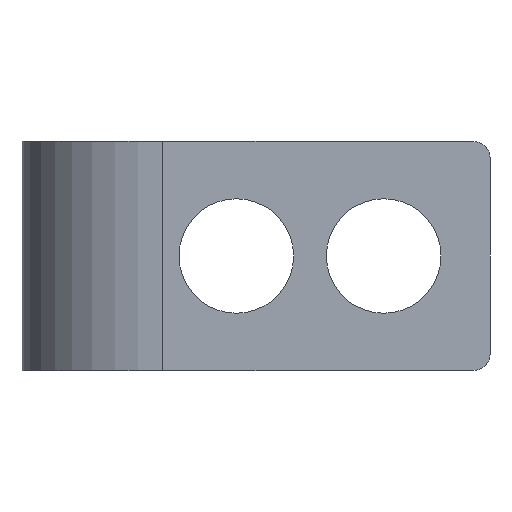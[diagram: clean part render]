
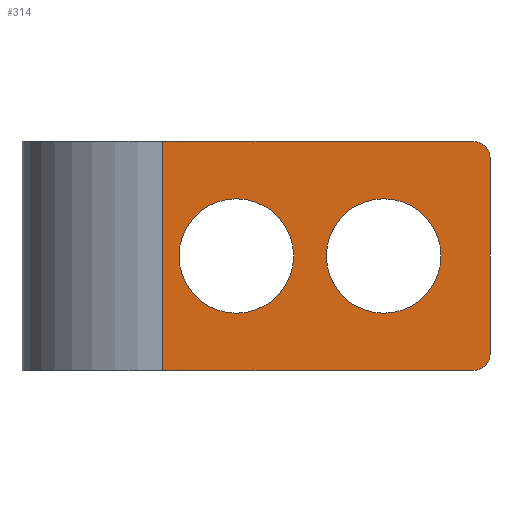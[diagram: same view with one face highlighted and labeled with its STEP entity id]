
A CAD part, left-side view. The second image highlights one B-rep face of the part: STEP entity #314.
In plain terms, the highlighted planar face has unit normal (-1, 0, 0).
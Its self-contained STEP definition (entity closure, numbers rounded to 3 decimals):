
#1 = AXIS2_PLACEMENT_3D ( 'NONE', #780, #572, #281 ) ;
#6 = CARTESIAN_POINT ( 'NONE',  ( -55.5, 77.5, -52.5 ) ) ;
#9 = VECTOR ( 'NONE', #679, 1000. ) ;
#16 = EDGE_CURVE ( 'NONE', #133, #843, #600, .T. ) ;
#32 = LINE ( 'NONE', #405, #98 ) ;
#64 = CARTESIAN_POINT ( 'NONE',  ( -55.5, 32.5, -35. ) ) ;
#82 = CARTESIAN_POINT ( 'NONE',  ( -55.5, 77.5, -17.5 ) ) ;
#86 = EDGE_CURVE ( 'NONE', #350, #1016, #376, .T. ) ;
#98 = VECTOR ( 'NONE', #698, 1000. ) ;
#100 = ORIENTED_EDGE ( 'NONE', *, *, #866, .T. ) ;
#126 = EDGE_CURVE ( 'NONE', #1016, #350, #146, .T. ) ;
#127 = DIRECTION ( 'NONE',  ( 0., 0., 1. ) ) ;
#129 = AXIS2_PLACEMENT_3D ( 'NONE', #64, #1034, #240 ) ;
#133 = VERTEX_POINT ( 'NONE', #842 ) ;
#146 = CIRCLE ( 'NONE', #245, 17.5 ) ;
#161 = VECTOR ( 'NONE', #961, 1000. ) ;
#168 = AXIS2_PLACEMENT_3D ( 'NONE', #880, #960, #858 ) ;
#181 = DIRECTION ( 'NONE',  ( -1., 0., 0. ) ) ;
#188 = EDGE_CURVE ( 'NONE', #253, #133, #934, .T. ) ;
#209 = EDGE_LOOP ( 'NONE', ( #1157, #969 ) ) ;
#232 = CIRCLE ( 'NONE', #945, 5. ) ;
#234 = CARTESIAN_POINT ( 'NONE',  ( -55.5, 5., -5. ) ) ;
#239 = EDGE_CURVE ( 'NONE', #1117, #767, #232, .T. ) ;
#240 = DIRECTION ( 'NONE',  ( 0., 0., 1. ) ) ;
#245 = AXIS2_PLACEMENT_3D ( 'NONE', #338, #655, #308 ) ;
#253 = VERTEX_POINT ( 'NONE', #827 ) ;
#259 = CARTESIAN_POINT ( 'NONE',  ( -55.5, 32.5, -52.5 ) ) ;
#281 = DIRECTION ( 'NONE',  ( 0., 0., 1. ) ) ;
#294 = CARTESIAN_POINT ( 'NONE',  ( -55.5, 5., -70. ) ) ;
#303 = CARTESIAN_POINT ( 'NONE',  ( -55.5, 0., -65. ) ) ;
#308 = DIRECTION ( 'NONE',  ( 0., 0., 1. ) ) ;
#311 = DIRECTION ( 'NONE',  ( 0., -1., 0. ) ) ;
#314 = ADVANCED_FACE ( 'NONE', ( #349, #1007, #587 ), #980, .T. ) ;
#338 = CARTESIAN_POINT ( 'NONE',  ( -55.5, 77.5, -35. ) ) ;
#349 = FACE_BOUND ( 'NONE', #209, .T. ) ;
#350 = VERTEX_POINT ( 'NONE', #6 ) ;
#351 = EDGE_LOOP ( 'NONE', ( #771, #936 ) ) ;
#376 = CIRCLE ( 'NONE', #548, 17.5 ) ;
#385 = ORIENTED_EDGE ( 'NONE', *, *, #188, .T. ) ;
#405 = CARTESIAN_POINT ( 'NONE',  ( -55.5, 0., -70. ) ) ;
#414 = ORIENTED_EDGE ( 'NONE', *, *, #16, .T. ) ;
#426 = LINE ( 'NONE', #735, #9 ) ;
#455 = DIRECTION ( 'NONE',  ( -1., 0., 0. ) ) ;
#476 = CARTESIAN_POINT ( 'NONE',  ( -55.5, 5., 0. ) ) ;
#532 = CARTESIAN_POINT ( 'NONE',  ( -55.5, 5., -65. ) ) ;
#548 = AXIS2_PLACEMENT_3D ( 'NONE', #1053, #455, #779 ) ;
#572 = DIRECTION ( 'NONE',  ( -1., 0., 0. ) ) ;
#580 = CIRCLE ( 'NONE', #168, 17.5 ) ;
#587 = FACE_OUTER_BOUND ( 'NONE', #943, .T. ) ;
#593 = ORIENTED_EDGE ( 'NONE', *, *, #239, .T. ) ;
#600 = LINE ( 'NONE', #922, #718 ) ;
#606 = CARTESIAN_POINT ( 'NONE',  ( -55.5, 32.5, -17.5 ) ) ;
#655 = DIRECTION ( 'NONE',  ( -1., 0., 0. ) ) ;
#662 = AXIS2_PLACEMENT_3D ( 'NONE', #532, #181, #127 ) ;
#679 = DIRECTION ( 'NONE',  ( 0., -1., 0. ) ) ;
#698 = DIRECTION ( 'NONE',  ( 0., 0., 1. ) ) ;
#699 = EDGE_CURVE ( 'NONE', #253, #767, #426, .T. ) ;
#718 = VECTOR ( 'NONE', #311, 1000. ) ;
#735 = CARTESIAN_POINT ( 'NONE',  ( -55.5, 0., 0. ) ) ;
#744 = EDGE_CURVE ( 'NONE', #1134, #942, #580, .T. ) ;
#747 = VERTEX_POINT ( 'NONE', #303 ) ;
#767 = VERTEX_POINT ( 'NONE', #476 ) ;
#771 = ORIENTED_EDGE ( 'NONE', *, *, #744, .F. ) ;
#779 = DIRECTION ( 'NONE',  ( 0., 0., 1. ) ) ;
#780 = CARTESIAN_POINT ( 'NONE',  ( -55.5, 0., -70. ) ) ;
#796 = CARTESIAN_POINT ( 'NONE',  ( -55.5, 100., -70. ) ) ;
#827 = CARTESIAN_POINT ( 'NONE',  ( -55.5, 100., 0. ) ) ;
#828 = ORIENTED_EDGE ( 'NONE', *, *, #699, .F. ) ;
#842 = CARTESIAN_POINT ( 'NONE',  ( -55.5, 100., -70. ) ) ;
#843 = VERTEX_POINT ( 'NONE', #294 ) ;
#858 = DIRECTION ( 'NONE',  ( 0., 0., 1. ) ) ;
#866 = EDGE_CURVE ( 'NONE', #747, #1117, #32, .T. ) ;
#872 = CARTESIAN_POINT ( 'NONE',  ( -55.5, 0., -5. ) ) ;
#880 = CARTESIAN_POINT ( 'NONE',  ( -55.5, 32.5, -35. ) ) ;
#885 = CIRCLE ( 'NONE', #129, 17.5 ) ;
#922 = CARTESIAN_POINT ( 'NONE',  ( -55.5, 0., -70. ) ) ;
#934 = LINE ( 'NONE', #796, #161 ) ;
#936 = ORIENTED_EDGE ( 'NONE', *, *, #1110, .F. ) ;
#942 = VERTEX_POINT ( 'NONE', #606 ) ;
#943 = EDGE_LOOP ( 'NONE', ( #414, #1122, #100, #593, #828, #385 ) ) ;
#945 = AXIS2_PLACEMENT_3D ( 'NONE', #234, #1047, #1026 ) ;
#960 = DIRECTION ( 'NONE',  ( -1., 0., 0. ) ) ;
#961 = DIRECTION ( 'NONE',  ( 0., 0., -1. ) ) ;
#969 = ORIENTED_EDGE ( 'NONE', *, *, #126, .F. ) ;
#980 = PLANE ( 'NONE',  #1 ) ;
#1007 = FACE_BOUND ( 'NONE', #351, .T. ) ;
#1016 = VERTEX_POINT ( 'NONE', #82 ) ;
#1026 = DIRECTION ( 'NONE',  ( 0., 0., 1. ) ) ;
#1032 = CIRCLE ( 'NONE', #662, 5. ) ;
#1034 = DIRECTION ( 'NONE',  ( -1., 0., 0. ) ) ;
#1047 = DIRECTION ( 'NONE',  ( -1., 0., 0. ) ) ;
#1053 = CARTESIAN_POINT ( 'NONE',  ( -55.5, 77.5, -35. ) ) ;
#1110 = EDGE_CURVE ( 'NONE', #942, #1134, #885, .T. ) ;
#1114 = EDGE_CURVE ( 'NONE', #843, #747, #1032, .T. ) ;
#1117 = VERTEX_POINT ( 'NONE', #872 ) ;
#1122 = ORIENTED_EDGE ( 'NONE', *, *, #1114, .T. ) ;
#1134 = VERTEX_POINT ( 'NONE', #259 ) ;
#1157 = ORIENTED_EDGE ( 'NONE', *, *, #86, .F. ) ;
